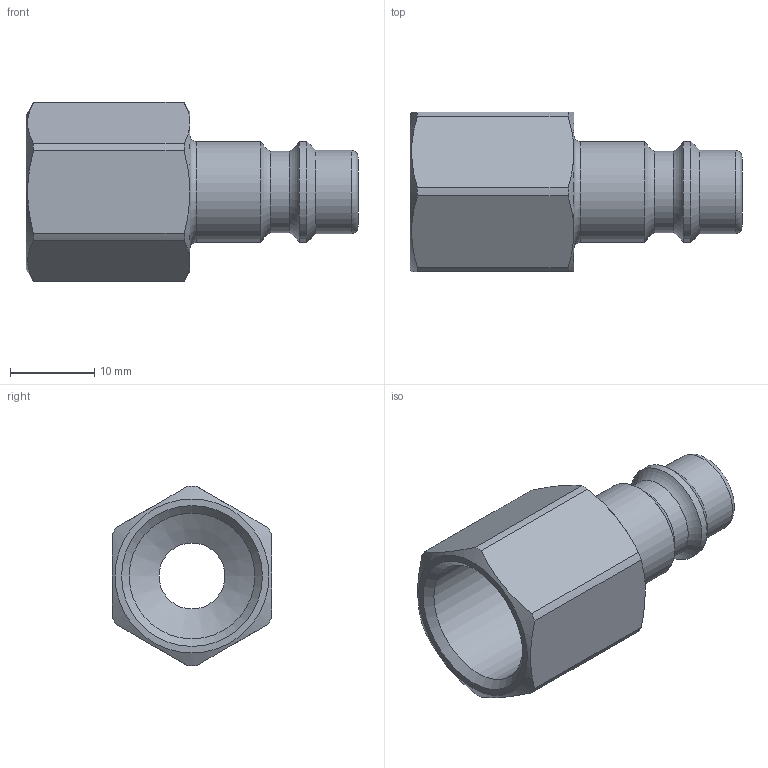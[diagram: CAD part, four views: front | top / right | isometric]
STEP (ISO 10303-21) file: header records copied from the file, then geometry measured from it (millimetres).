
FILE_DESCRIPTION((''),'2;1');
FILE_NAME('25sfiw17sxz.stp','2014-04-01T13:29:26',('IA176480'),(''),'Autodesk Inventor 2013','Autodesk Inventor 2013','');
FILE_SCHEMA(('AUTOMOTIVE_DESIGN { 1 0 10303 214 1 1 1 1 }'));
Length unit declared in the file: millimetre
Products named in the file (1): D102467
Bounding box: 39.5 x 19 x 21.4 mm (x, y, z)
Volume: 4156.5 mm3; surface area: 3665.1 mm2
Topology: 1 solids, 1 shells, 36 faces, 81 edges, 48 vertices
Faces by surface type: cylinder 12, cone 11, plane 9, torus 4
Full cylindrical faces by diameter (mm): 7.85 x1, 9.75 x1, 9.9 x1, 12 x2, 14.95 x1
Entity records: 924 total; most frequent: CARTESIAN_POINT 185, DIRECTION 156, ORIENTED_EDGE 130, AXIS2_PLACEMENT_3D 72, EDGE_CURVE 65, EDGE_LOOP 54, VERTEX_POINT 47, FACE_OUTER_BOUND 36
